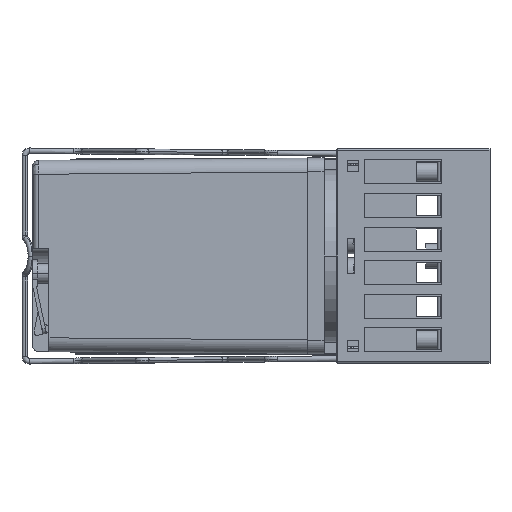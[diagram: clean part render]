
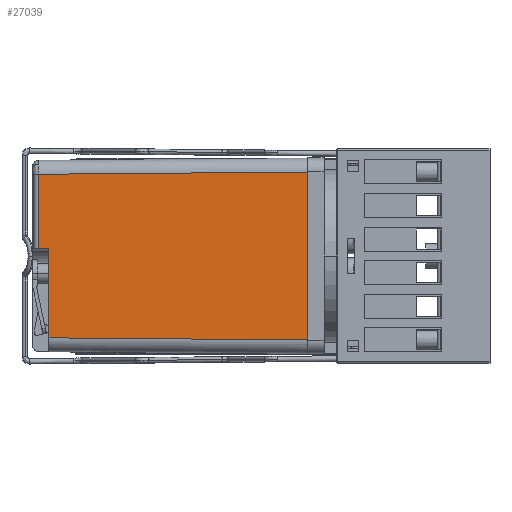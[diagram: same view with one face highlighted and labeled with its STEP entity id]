
A CAD part, left-side view. The second image highlights one B-rep face of the part: STEP entity #27039.
In plain terms, the highlighted planar face has unit normal (-1, 0.008, 0).
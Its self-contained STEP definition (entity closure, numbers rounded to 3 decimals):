
#12 = VERTEX_POINT ( 'NONE', #4629 ) ;
#4629 = CARTESIAN_POINT ( 'NONE',  ( -17.501, 18.85, -15.001 ) ) ;
#5701 = FACE_OUTER_BOUND ( 'NONE', #20551, .T. ) ;
#6932 = PLANE ( 'NONE',  #37986 ) ;
#6951 = CARTESIAN_POINT ( 'NONE',  ( -17.525, 15.9, -17.525 ) ) ;
#6952 = DIRECTION ( 'NONE',  ( -1., 0.008, 0. ) ) ;
#6953 = DIRECTION ( 'NONE',  ( 0.008, 1., 0. ) ) ;
#15327 = CARTESIAN_POINT ( 'NONE',  ( -17.525, 15.88, -15.025 ) ) ;
#15330 = CARTESIAN_POINT ( 'NONE',  ( -17.124, 65.05, -2.201 ) ) ;
#15332 = DIRECTION ( 'NONE',  ( 0., 0., 1. ) ) ;
#15333 = CARTESIAN_POINT ( 'NONE',  ( -17.501, 18.85, -17.525 ) ) ;
#15335 = DIRECTION ( 'NONE',  ( -0.008, -1., -0.008 ) ) ;
#15336 = DIRECTION ( 'NONE',  ( 0., 0., 1. ) ) ;
#15339 = CARTESIAN_POINT ( 'NONE',  ( -17.501, 18.85, 15.001 ) ) ;
#15340 = CARTESIAN_POINT ( 'NONE',  ( -17.108, 66.958, -17.525 ) ) ;
#15342 = DIRECTION ( 'NONE',  ( 0.008, 1., -0.008 ) ) ;
#15343 = CARTESIAN_POINT ( 'NONE',  ( -17.525, 15.9, 1.299 ) ) ;
#15345 = DIRECTION ( 'NONE',  ( 0., 0., -1. ) ) ;
#15348 = DIRECTION ( 'NONE',  ( -0.008, -1., 0. ) ) ;
#15796 = LINE ( 'NONE', #15330, #15815 ) ;
#15812 = LINE ( 'NONE', #15327, #15817 ) ;
#15814 = VECTOR ( 'NONE', #15342, 1000. ) ;
#15815 = VECTOR ( 'NONE', #15332, 1000. ) ;
#15816 = LINE ( 'NONE', #15339, #15814 ) ;
#15817 = VECTOR ( 'NONE', #15335, 1000. ) ;
#15819 = LINE ( 'NONE', #15333, #15820 ) ;
#15820 = VECTOR ( 'NONE', #15336, 1000. ) ;
#15821 = LINE ( 'NONE', #15340, #15823 ) ;
#15822 = LINE ( 'NONE', #15343, #15824 ) ;
#15823 = VECTOR ( 'NONE', #15345, 1000. ) ;
#15824 = VECTOR ( 'NONE', #15348, 1000. ) ;
#20551 = EDGE_LOOP ( 'NONE', ( #21210, #21730, #20924, #21396, #21837, #21832 ) ) ;
#20924 = ORIENTED_EDGE ( 'NONE', *, *, #28958, .T. ) ;
#21210 = ORIENTED_EDGE ( 'NONE', *, *, #28953, .F. ) ;
#21396 = ORIENTED_EDGE ( 'NONE', *, *, #28960, .T. ) ;
#21730 = ORIENTED_EDGE ( 'NONE', *, *, #28955, .T. ) ;
#21832 = ORIENTED_EDGE ( 'NONE', *, *, #28964, .T. ) ;
#21837 = ORIENTED_EDGE ( 'NONE', *, *, #28962, .T. ) ;
#24955 = VERTEX_POINT ( 'NONE', #33581 ) ;
#24964 = VERTEX_POINT ( 'NONE', #33588 ) ;
#24975 = VERTEX_POINT ( 'NONE', #33594 ) ;
#24981 = VERTEX_POINT ( 'NONE', #33597 ) ;
#25324 = VERTEX_POINT ( 'NONE', #33786 ) ;
#27039 = ADVANCED_FACE ( 'NONE', ( #5701 ), #6932, .T. ) ;
#28953 = EDGE_CURVE ( 'NONE', #24964, #25324, #15796, .T. ) ;
#28955 = EDGE_CURVE ( 'NONE', #24964, #12, #15812, .T. ) ;
#28958 = EDGE_CURVE ( 'NONE', #12, #24975, #15819, .T. ) ;
#28960 = EDGE_CURVE ( 'NONE', #24975, #24955, #15816, .T. ) ;
#28962 = EDGE_CURVE ( 'NONE', #24955, #24981, #15821, .T. ) ;
#28964 = EDGE_CURVE ( 'NONE', #24981, #25324, #15822, .T. ) ;
#33581 = CARTESIAN_POINT ( 'NONE',  ( -17.108, 66.958, 14.608 ) ) ;
#33588 = CARTESIAN_POINT ( 'NONE',  ( -17.124, 65.05, -14.624 ) ) ;
#33594 = CARTESIAN_POINT ( 'NONE',  ( -17.501, 18.85, 15.001 ) ) ;
#33597 = CARTESIAN_POINT ( 'NONE',  ( -17.108, 66.958, 1.299 ) ) ;
#33786 = CARTESIAN_POINT ( 'NONE',  ( -17.124, 65.05, 1.299 ) ) ;
#37986 = AXIS2_PLACEMENT_3D ( 'NONE', #6951, #6952, #6953 ) ;
